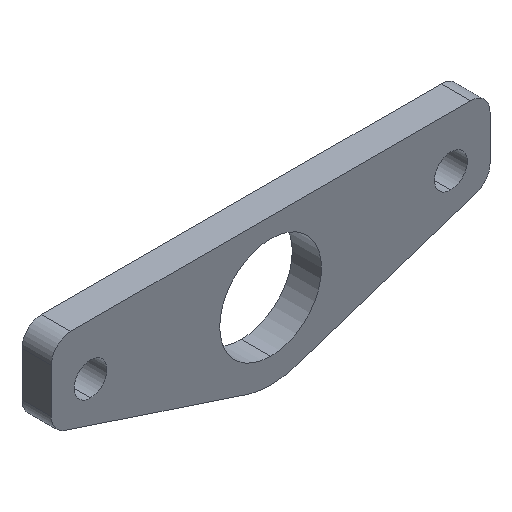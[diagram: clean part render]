
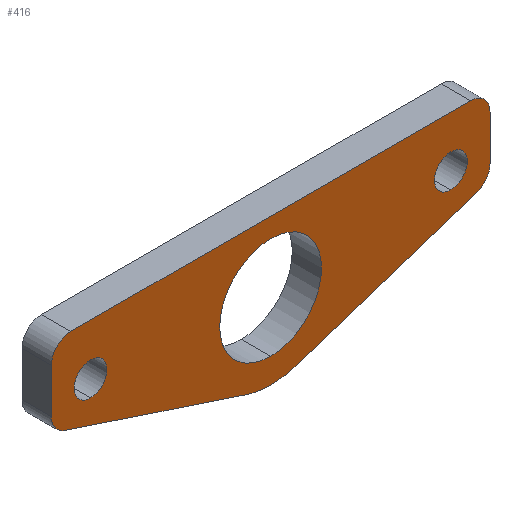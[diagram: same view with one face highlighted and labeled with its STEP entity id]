
A CAD part, isometric view. The second image highlights one B-rep face of the part: STEP entity #416.
In plain terms, the highlighted planar face has unit normal (0, -1, 0).
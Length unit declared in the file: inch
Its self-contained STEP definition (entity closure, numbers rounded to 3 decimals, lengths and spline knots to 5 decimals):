
#12 = VERTEX_POINT ( 'NONE', #363 ) ;
#20 = ORIENTED_EDGE ( 'NONE', *, *, #382, .F. ) ;
#28 = CARTESIAN_POINT ( 'NONE',  ( 1.15, 0., -0.0125 ) ) ;
#33 = CARTESIAN_POINT ( 'NONE',  ( 1.15, 0., -0.1175 ) ) ;
#38 = AXIS2_PLACEMENT_3D ( 'NONE', #374, #278, #656 ) ;
#39 = DIRECTION ( 'NONE',  ( 0., 0., -1. ) ) ;
#40 = VECTOR ( 'NONE', #443, 39.37008 ) ;
#53 = PLANE ( 'NONE',  #285 ) ;
#64 = CARTESIAN_POINT ( 'NONE',  ( -1.15, 0., -0.1175 ) ) ;
#70 = AXIS2_PLACEMENT_3D ( 'NONE', #431, #172, #597 ) ;
#78 = ORIENTED_EDGE ( 'NONE', *, *, #322, .T. ) ;
#79 = EDGE_CURVE ( 'NONE', #426, #319, #573, .T. ) ;
#81 = CARTESIAN_POINT ( 'NONE',  ( -0.15608, 0., -0.59622 ) ) ;
#82 = EDGE_CURVE ( 'NONE', #140, #209, #608, .T. ) ;
#83 = ORIENTED_EDGE ( 'NONE', *, *, #86, .T. ) ;
#86 = EDGE_CURVE ( 'NONE', #624, #426, #269, .T. ) ;
#88 = FACE_BOUND ( 'NONE', #367, .T. ) ;
#93 = DIRECTION ( 'NONE',  ( 0., -1., 0. ) ) ;
#94 = CARTESIAN_POINT ( 'NONE',  ( 1.4, 0., -0.097 ) ) ;
#108 = VERTEX_POINT ( 'NONE', #634 ) ;
#109 = DIRECTION ( 'NONE',  ( 0., -1., 0. ) ) ;
#112 = CARTESIAN_POINT ( 'NONE',  ( 0., 0., -0.1212 ) ) ;
#116 = VERTEX_POINT ( 'NONE', #271 ) ;
#118 = ORIENTED_EDGE ( 'NONE', *, *, #154, .T. ) ;
#119 = AXIS2_PLACEMENT_3D ( 'NONE', #590, #641, #545 ) ;
#124 = EDGE_CURVE ( 'NONE', #493, #434, #166, .T. ) ;
#135 = DIRECTION ( 'NONE',  ( 0., 0., -1. ) ) ;
#140 = VERTEX_POINT ( 'NONE', #515 ) ;
#147 = CARTESIAN_POINT ( 'NONE',  ( 1.4, 0., 0.1875 ) ) ;
#154 = EDGE_CURVE ( 'NONE', #335, #116, #645, .T. ) ;
#158 = EDGE_CURVE ( 'NONE', #434, #493, #444, .T. ) ;
#166 = CIRCLE ( 'NONE', #119, 0.325 ) ;
#168 = VECTOR ( 'NONE', #184, 39.37008 ) ;
#172 = DIRECTION ( 'NONE',  ( 0., -1., 0. ) ) ;
#173 = VERTEX_POINT ( 'NONE', #325 ) ;
#174 = VERTEX_POINT ( 'NONE', #330 ) ;
#181 = VERTEX_POINT ( 'NONE', #505 ) ;
#184 = DIRECTION ( 'NONE',  ( 0., 0., 1. ) ) ;
#185 = AXIS2_PLACEMENT_3D ( 'NONE', #112, #424, #39 ) ;
#188 = CARTESIAN_POINT ( 'NONE',  ( -1.275, 0., -0.097 ) ) ;
#190 = FACE_OUTER_BOUND ( 'NONE', #290, .T. ) ;
#199 = LINE ( 'NONE', #651, #40 ) ;
#200 = VECTOR ( 'NONE', #360, 39.37008 ) ;
#203 = AXIS2_PLACEMENT_3D ( 'NONE', #522, #658, #580 ) ;
#204 = CARTESIAN_POINT ( 'NONE',  ( 1.4, 0., -0.097 ) ) ;
#206 = CARTESIAN_POINT ( 'NONE',  ( 1.15, 0., -0.0125 ) ) ;
#207 = ORIENTED_EDGE ( 'NONE', *, *, #324, .T. ) ;
#208 = EDGE_LOOP ( 'NONE', ( #20, #229 ) ) ;
#209 = VERTEX_POINT ( 'NONE', #415 ) ;
#224 = CIRCLE ( 'NONE', #185, 0.5 ) ;
#229 = ORIENTED_EDGE ( 'NONE', *, *, #486, .F. ) ;
#233 = VECTOR ( 'NONE', #400, 39.37008 ) ;
#236 = DIRECTION ( 'NONE',  ( 0., 0., 1. ) ) ;
#242 = DIRECTION ( 'NONE',  ( 0., 0., -1. ) ) ;
#258 = EDGE_CURVE ( 'NONE', #116, #140, #224, .T. ) ;
#260 = DIRECTION ( 'NONE',  ( 0., 0., -1. ) ) ;
#268 = ORIENTED_EDGE ( 'NONE', *, *, #362, .T. ) ;
#269 = LINE ( 'NONE', #204, #168 ) ;
#270 = CIRCLE ( 'NONE', #38, 0.125 ) ;
#271 = CARTESIAN_POINT ( 'NONE',  ( 0., 0., -0.6212 ) ) ;
#278 = DIRECTION ( 'NONE',  ( 0., -1., 0. ) ) ;
#281 = VERTEX_POINT ( 'NONE', #64 ) ;
#285 = AXIS2_PLACEMENT_3D ( 'NONE', #435, #361, #547 ) ;
#287 = EDGE_CURVE ( 'NONE', #281, #174, #461, .T. ) ;
#290 = EDGE_LOOP ( 'NONE', ( #118, #576, #642, #268, #83, #617, #207, #407, #507, #610, #78 ) ) ;
#296 = CARTESIAN_POINT ( 'NONE',  ( -1.15, 0., -0.0125 ) ) ;
#315 = DIRECTION ( 'NONE',  ( 0., 0., 1. ) ) ;
#319 = VERTEX_POINT ( 'NONE', #620 ) ;
#322 = EDGE_CURVE ( 'NONE', #108, #335, #509, .T. ) ;
#324 = EDGE_CURVE ( 'NONE', #319, #12, #199, .T. ) ;
#325 = CARTESIAN_POINT ( 'NONE',  ( 1.15, 0., 0.0925 ) ) ;
#330 = CARTESIAN_POINT ( 'NONE',  ( -1.15, 0., 0.0925 ) ) ;
#335 = VERTEX_POINT ( 'NONE', #81 ) ;
#339 = DIRECTION ( 'NONE',  ( 0., -1., 0. ) ) ;
#345 = CARTESIAN_POINT ( 'NONE',  ( -1.4, 0., -0.097 ) ) ;
#355 = EDGE_CURVE ( 'NONE', #472, #108, #457, .T. ) ;
#360 = DIRECTION ( 'NONE',  ( 0.95, 0., -0.312 ) ) ;
#361 = DIRECTION ( 'NONE',  ( 0., -1., 0. ) ) ;
#362 = EDGE_CURVE ( 'NONE', #209, #624, #270, .T. ) ;
#363 = CARTESIAN_POINT ( 'NONE',  ( -1.275, 0., 0.3125 ) ) ;
#364 = ORIENTED_EDGE ( 'NONE', *, *, #124, .F. ) ;
#367 = EDGE_LOOP ( 'NONE', ( #364, #644 ) ) ;
#371 = DIRECTION ( 'NONE',  ( 0., 0., 1. ) ) ;
#373 = EDGE_CURVE ( 'NONE', #12, #181, #399, .T. ) ;
#374 = CARTESIAN_POINT ( 'NONE',  ( 1.275, 0., -0.097 ) ) ;
#375 = AXIS2_PLACEMENT_3D ( 'NONE', #206, #93, #315 ) ;
#380 = DIRECTION ( 'NONE',  ( 0., -1., 0. ) ) ;
#382 = EDGE_CURVE ( 'NONE', #541, #173, #508, .T. ) ;
#383 = CARTESIAN_POINT ( 'NONE',  ( 1.275, 0., 0.1875 ) ) ;
#387 = CIRCLE ( 'NONE', #675, 0.105 ) ;
#399 = CIRCLE ( 'NONE', #203, 0.125 ) ;
#400 = DIRECTION ( 'NONE',  ( 0., 0., -1. ) ) ;
#405 = CARTESIAN_POINT ( 'NONE',  ( 0., 0., 0.1875 ) ) ;
#407 = ORIENTED_EDGE ( 'NONE', *, *, #373, .T. ) ;
#408 = CIRCLE ( 'NONE', #70, 0.105 ) ;
#411 = CARTESIAN_POINT ( 'NONE',  ( 0., 0., -0.1375 ) ) ;
#414 = AXIS2_PLACEMENT_3D ( 'NONE', #383, #475, #242 ) ;
#415 = CARTESIAN_POINT ( 'NONE',  ( 1.31402, 0., -0.21575 ) ) ;
#416 = ADVANCED_FACE ( 'NONE', ( #662, #88, #588, #190 ), #53, .T. ) ;
#424 = DIRECTION ( 'NONE',  ( 0., -1., 0. ) ) ;
#426 = VERTEX_POINT ( 'NONE', #147 ) ;
#431 = CARTESIAN_POINT ( 'NONE',  ( -1.15, 0., -0.0125 ) ) ;
#434 = VERTEX_POINT ( 'NONE', #405 ) ;
#435 = CARTESIAN_POINT ( 'NONE',  ( 0., 0., -0.1212 ) ) ;
#439 = CARTESIAN_POINT ( 'NONE',  ( 0.15608, 0., -0.59622 ) ) ;
#443 = DIRECTION ( 'NONE',  ( -1., 0., 0. ) ) ;
#444 = CIRCLE ( 'NONE', #629, 0.325 ) ;
#450 = CARTESIAN_POINT ( 'NONE',  ( -1.4, 0., 0.1875 ) ) ;
#457 = CIRCLE ( 'NONE', #491, 0.125 ) ;
#461 = CIRCLE ( 'NONE', #664, 0.105 ) ;
#462 = DIRECTION ( 'NONE',  ( 0., -1., 0. ) ) ;
#464 = CARTESIAN_POINT ( 'NONE',  ( 0., 0., -0.4625 ) ) ;
#469 = ORIENTED_EDGE ( 'NONE', *, *, #582, .F. ) ;
#472 = VERTEX_POINT ( 'NONE', #345 ) ;
#475 = DIRECTION ( 'NONE',  ( 0., -1., 0. ) ) ;
#482 = CARTESIAN_POINT ( 'NONE',  ( -1.31402, 0., -0.21575 ) ) ;
#486 = EDGE_CURVE ( 'NONE', #173, #541, #387, .T. ) ;
#491 = AXIS2_PLACEMENT_3D ( 'NONE', #188, #539, #135 ) ;
#492 = DIRECTION ( 'NONE',  ( 0.95, 0., 0.312 ) ) ;
#493 = VERTEX_POINT ( 'NONE', #464 ) ;
#505 = CARTESIAN_POINT ( 'NONE',  ( -1.4, 0., 0.1875 ) ) ;
#507 = ORIENTED_EDGE ( 'NONE', *, *, #513, .T. ) ;
#508 = CIRCLE ( 'NONE', #375, 0.105 ) ;
#509 = LINE ( 'NONE', #482, #200 ) ;
#511 = AXIS2_PLACEMENT_3D ( 'NONE', #550, #380, #260 ) ;
#513 = EDGE_CURVE ( 'NONE', #181, #472, #546, .T. ) ;
#515 = CARTESIAN_POINT ( 'NONE',  ( 0.15608, 0., -0.59622 ) ) ;
#522 = CARTESIAN_POINT ( 'NONE',  ( -1.275, 0., 0.1875 ) ) ;
#535 = VECTOR ( 'NONE', #492, 39.37008 ) ;
#539 = DIRECTION ( 'NONE',  ( 0., -1., 0. ) ) ;
#540 = DIRECTION ( 'NONE',  ( 0., 0., 1. ) ) ;
#541 = VERTEX_POINT ( 'NONE', #33 ) ;
#545 = DIRECTION ( 'NONE',  ( 0., 0., 1. ) ) ;
#546 = LINE ( 'NONE', #450, #233 ) ;
#547 = DIRECTION ( 'NONE',  ( 0., 0., -1. ) ) ;
#550 = CARTESIAN_POINT ( 'NONE',  ( 0., 0., -0.1212 ) ) ;
#573 = CIRCLE ( 'NONE', #414, 0.125 ) ;
#576 = ORIENTED_EDGE ( 'NONE', *, *, #258, .T. ) ;
#580 = DIRECTION ( 'NONE',  ( 0., 0., -1. ) ) ;
#582 = EDGE_CURVE ( 'NONE', #174, #281, #408, .T. ) ;
#588 = FACE_BOUND ( 'NONE', #208, .T. ) ;
#590 = CARTESIAN_POINT ( 'NONE',  ( 0., 0., -0.1375 ) ) ;
#597 = DIRECTION ( 'NONE',  ( 0., 0., 1. ) ) ;
#598 = EDGE_LOOP ( 'NONE', ( #636, #469 ) ) ;
#608 = LINE ( 'NONE', #439, #535 ) ;
#610 = ORIENTED_EDGE ( 'NONE', *, *, #355, .T. ) ;
#617 = ORIENTED_EDGE ( 'NONE', *, *, #79, .T. ) ;
#620 = CARTESIAN_POINT ( 'NONE',  ( 1.275, 0., 0.3125 ) ) ;
#624 = VERTEX_POINT ( 'NONE', #94 ) ;
#629 = AXIS2_PLACEMENT_3D ( 'NONE', #411, #462, #371 ) ;
#634 = CARTESIAN_POINT ( 'NONE',  ( -1.31402, 0., -0.21575 ) ) ;
#636 = ORIENTED_EDGE ( 'NONE', *, *, #287, .F. ) ;
#641 = DIRECTION ( 'NONE',  ( 0., -1., 0. ) ) ;
#642 = ORIENTED_EDGE ( 'NONE', *, *, #82, .T. ) ;
#644 = ORIENTED_EDGE ( 'NONE', *, *, #158, .F. ) ;
#645 = CIRCLE ( 'NONE', #511, 0.5 ) ;
#651 = CARTESIAN_POINT ( 'NONE',  ( 1.275, 0., 0.3125 ) ) ;
#656 = DIRECTION ( 'NONE',  ( 0., 0., -1. ) ) ;
#658 = DIRECTION ( 'NONE',  ( 0., -1., 0. ) ) ;
#662 = FACE_BOUND ( 'NONE', #598, .T. ) ;
#664 = AXIS2_PLACEMENT_3D ( 'NONE', #296, #109, #540 ) ;
#675 = AXIS2_PLACEMENT_3D ( 'NONE', #28, #339, #236 ) ;
